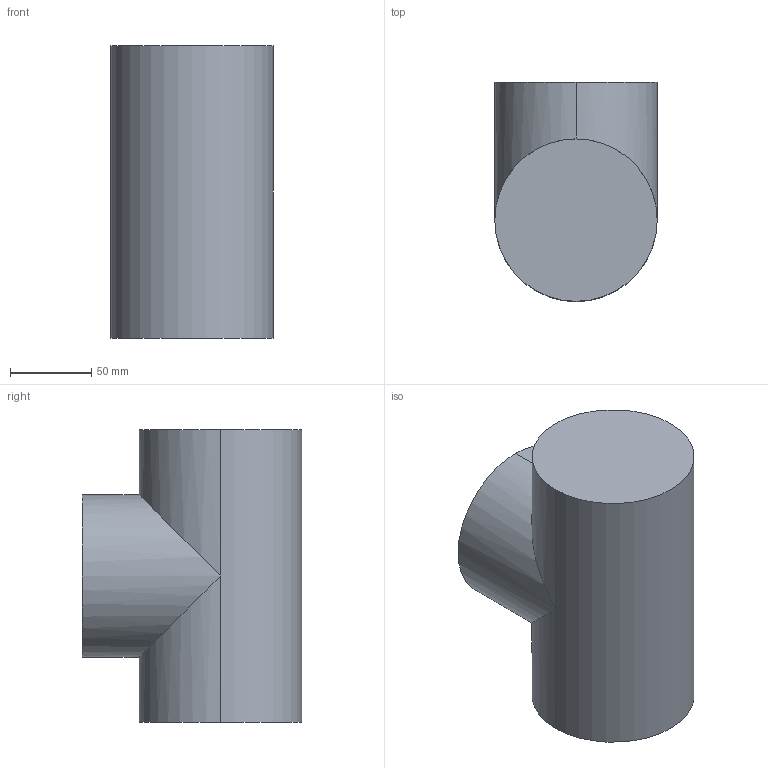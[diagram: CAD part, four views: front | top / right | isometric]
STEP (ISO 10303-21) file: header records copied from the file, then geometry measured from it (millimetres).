
FILE_DESCRIPTION (( 'STEP AP203' ), '1' );
FILE_NAME ('Part2_Default_sldprt.STEP', '2022-07-23T16:04:06', ( '' ), ( '' ), 'SwSTEP 2.0', 'SolidWorks 2022', '' );
FILE_SCHEMA (( 'CONFIG_CONTROL_DESIGN' ));
Length unit declared in the file: millimetre
Products named in the file (1): Part2_Default_sldprt
Bounding box: 100 x 135 x 180 mm (x, y, z)
Volume: 1747971.9 mm3; surface area: 86814.2 mm2
Topology: 1 solids, 1 shells, 8 faces, 16 edges, 10 vertices
Faces by surface type: cylinder 5, plane 3
Entity records: 287 total; most frequent: CARTESIAN_POINT 47, DIRECTION 36, ORIENTED_EDGE 32, EDGE_CURVE 16, AXIS2_PLACEMENT_3D 15, VERTEX_POINT 10, FACE_OUTER_BOUND 8, PERSON_AND_ORGANIZATION 8
